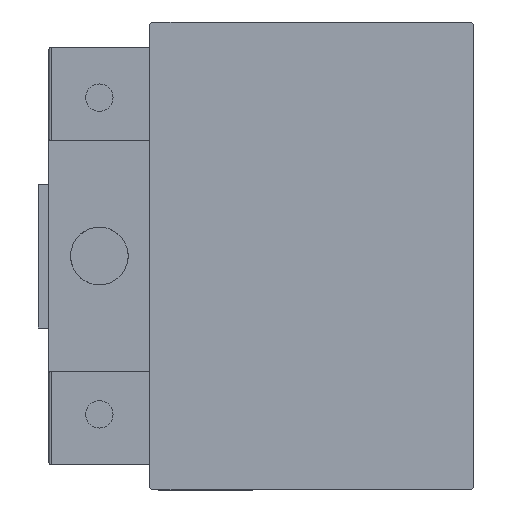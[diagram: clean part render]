
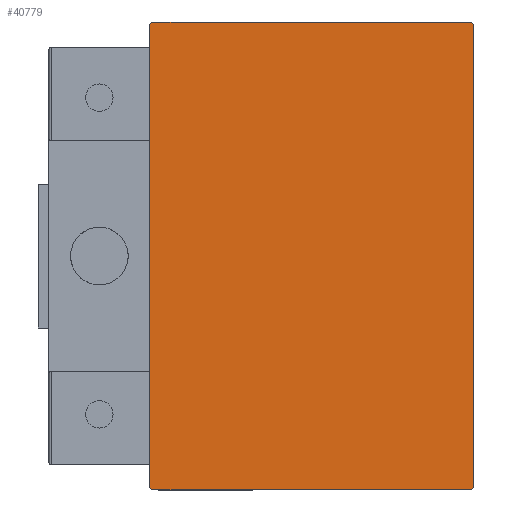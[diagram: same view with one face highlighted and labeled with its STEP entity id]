
A CAD part, left-side view. The second image highlights one B-rep face of the part: STEP entity #40779.
In plain terms, the highlighted face is planar.
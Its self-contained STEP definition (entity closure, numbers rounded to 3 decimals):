
#29 = VECTOR ( 'NONE', #498, 1000. ) ;
#498 = DIRECTION ( 'NONE',  ( 0., 1., 0. ) ) ;
#1013 = VERTEX_POINT ( 'NONE', #15751 ) ;
#1164 = VECTOR ( 'NONE', #13255, 1000. ) ;
#3889 = DIRECTION ( 'NONE',  ( 0., 0., -1. ) ) ;
#4133 = CARTESIAN_POINT ( 'NONE',  ( 70., 22.2, -32.5 ) ) ;
#5698 = CARTESIAN_POINT ( 'NONE',  ( 70., 22.5, -32.5 ) ) ;
#6393 = EDGE_CURVE ( 'NONE', #17655, #40485, #15123, .T. ) ;
#6438 = VERTEX_POINT ( 'NONE', #35127 ) ;
#6734 = EDGE_CURVE ( 'NONE', #1013, #27680, #18882, .T. ) ;
#7994 = PLANE ( 'NONE',  #34585 ) ;
#9342 = CARTESIAN_POINT ( 'NONE',  ( 70., 27.35, -27.35 ) ) ;
#9519 = LINE ( 'NONE', #28856, #45139 ) ;
#11142 = DIRECTION ( 'NONE',  ( 0., -1., 0. ) ) ;
#13255 = DIRECTION ( 'NONE',  ( 0., 0., -1. ) ) ;
#13912 = ORIENTED_EDGE ( 'NONE', *, *, #22074, .T. ) ;
#14202 = LINE ( 'NONE', #5698, #15639 ) ;
#14683 = DIRECTION ( 'NONE',  ( 0., -0.707, -0.707 ) ) ;
#14875 = CARTESIAN_POINT ( 'NONE',  ( 70., -27.35, -27.35 ) ) ;
#15123 = LINE ( 'NONE', #14875, #25924 ) ;
#15639 = VECTOR ( 'NONE', #25278, 1000. ) ;
#15751 = CARTESIAN_POINT ( 'NONE',  ( 70., 22.2, 32.5 ) ) ;
#16180 = ORIENTED_EDGE ( 'NONE', *, *, #40096, .T. ) ;
#16235 = VERTEX_POINT ( 'NONE', #4133 ) ;
#17101 = CARTESIAN_POINT ( 'NONE',  ( 70., -22.2, 32.5 ) ) ;
#17655 = VERTEX_POINT ( 'NONE', #36423 ) ;
#17781 = LINE ( 'NONE', #41750, #50283 ) ;
#18882 = LINE ( 'NONE', #22504, #20985 ) ;
#19203 = ORIENTED_EDGE ( 'NONE', *, *, #36312, .T. ) ;
#19841 = VERTEX_POINT ( 'NONE', #34572 ) ;
#20985 = VECTOR ( 'NONE', #11142, 1000. ) ;
#22074 = EDGE_CURVE ( 'NONE', #19841, #17655, #31805, .T. ) ;
#22504 = CARTESIAN_POINT ( 'NONE',  ( 70., 22.5, 32.5 ) ) ;
#23117 = DIRECTION ( 'NONE',  ( 0., 0.707, -0.707 ) ) ;
#23240 = VERTEX_POINT ( 'NONE', #49589 ) ;
#23735 = DIRECTION ( 'NONE',  ( 1., 0., 0. ) ) ;
#24419 = ORIENTED_EDGE ( 'NONE', *, *, #39045, .T. ) ;
#25278 = DIRECTION ( 'NONE',  ( 0., 0., 1. ) ) ;
#25924 = VECTOR ( 'NONE', #23117, 1000. ) ;
#27066 = FACE_OUTER_BOUND ( 'NONE', #31926, .T. ) ;
#27680 = VERTEX_POINT ( 'NONE', #17101 ) ;
#27832 = CARTESIAN_POINT ( 'NONE',  ( 70., -22.5, -32.5 ) ) ;
#28259 = ORIENTED_EDGE ( 'NONE', *, *, #42435, .T. ) ;
#28856 = CARTESIAN_POINT ( 'NONE',  ( 70., 27.35, 27.35 ) ) ;
#29724 = VECTOR ( 'NONE', #32777, 1000. ) ;
#31805 = LINE ( 'NONE', #43676, #1164 ) ;
#31926 = EDGE_LOOP ( 'NONE', ( #16180, #28259, #24419, #19203, #39613, #42555, #13912, #41898 ) ) ;
#32777 = DIRECTION ( 'NONE',  ( 0., 0.707, 0.707 ) ) ;
#34572 = CARTESIAN_POINT ( 'NONE',  ( 70., -22.5, 32.2 ) ) ;
#34585 = AXIS2_PLACEMENT_3D ( 'NONE', #50786, #23735, #3889 ) ;
#35127 = CARTESIAN_POINT ( 'NONE',  ( 70., 22.5, -32.2 ) ) ;
#35723 = CARTESIAN_POINT ( 'NONE',  ( 70., -22.2, -32.5 ) ) ;
#36312 = EDGE_CURVE ( 'NONE', #23240, #1013, #9519, .T. ) ;
#36423 = CARTESIAN_POINT ( 'NONE',  ( 70., -22.5, -32.2 ) ) ;
#39045 = EDGE_CURVE ( 'NONE', #6438, #23240, #14202, .T. ) ;
#39613 = ORIENTED_EDGE ( 'NONE', *, *, #6734, .T. ) ;
#40096 = EDGE_CURVE ( 'NONE', #40485, #16235, #47668, .T. ) ;
#40485 = VERTEX_POINT ( 'NONE', #35723 ) ;
#40779 = ADVANCED_FACE ( 'NONE', ( #27066 ), #7994, .T. ) ;
#41750 = CARTESIAN_POINT ( 'NONE',  ( 70., -27.35, 27.35 ) ) ;
#41898 = ORIENTED_EDGE ( 'NONE', *, *, #6393, .T. ) ;
#42435 = EDGE_CURVE ( 'NONE', #16235, #6438, #44900, .T. ) ;
#42555 = ORIENTED_EDGE ( 'NONE', *, *, #45650, .T. ) ;
#43676 = CARTESIAN_POINT ( 'NONE',  ( 70., -22.5, 32.5 ) ) ;
#44900 = LINE ( 'NONE', #9342, #29724 ) ;
#45139 = VECTOR ( 'NONE', #48186, 1000. ) ;
#45650 = EDGE_CURVE ( 'NONE', #27680, #19841, #17781, .T. ) ;
#47668 = LINE ( 'NONE', #27832, #29 ) ;
#48186 = DIRECTION ( 'NONE',  ( 0., -0.707, 0.707 ) ) ;
#49589 = CARTESIAN_POINT ( 'NONE',  ( 70., 22.5, 32.2 ) ) ;
#50283 = VECTOR ( 'NONE', #14683, 1000. ) ;
#50786 = CARTESIAN_POINT ( 'NONE',  ( 70., 0., 0. ) ) ;
